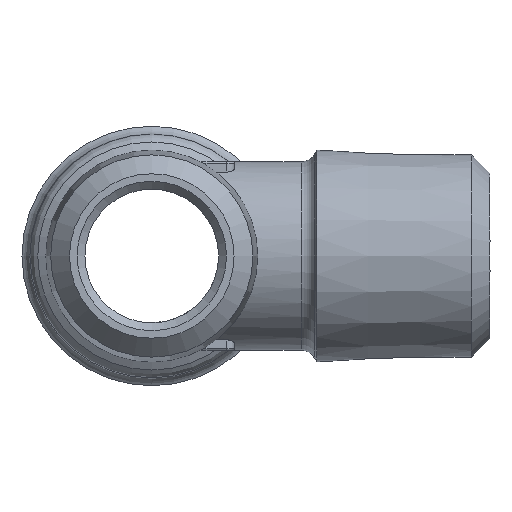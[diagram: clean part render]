
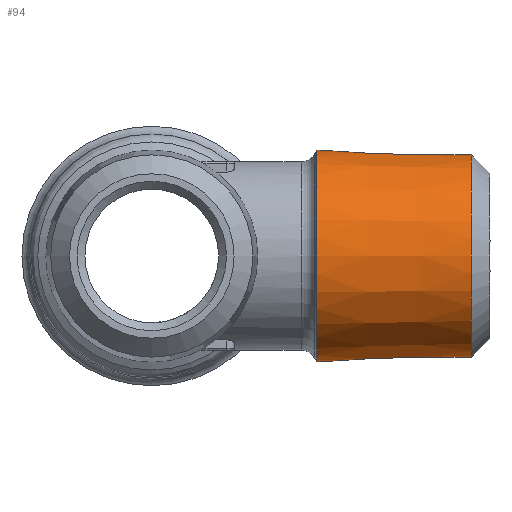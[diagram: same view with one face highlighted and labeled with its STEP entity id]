
A CAD part, left-side view. The second image highlights one B-rep face of the part: STEP entity #94.
In plain terms, the highlighted conical face has half-angle 1.79 degrees and reference radius 6.782 mm.
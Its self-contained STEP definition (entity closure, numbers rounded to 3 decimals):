
#94 = ADVANCED_FACE( 'NONE', ( #239, #240 ), #241, .T. );
#239 = FACE_OUTER_BOUND( '', #590, .T. );
#240 = FACE_BOUND( '', #591, .T. );
#241 = CONICAL_SURFACE( '', #592, 6.782, 0.031 );
#590 = EDGE_LOOP( '', ( #1312 ) );
#591 = EDGE_LOOP( '', ( #1313 ) );
#592 = AXIS2_PLACEMENT_3D( '', #1314, #1315, #1316 );
#1312 = ORIENTED_EDGE( '', *, *, #2064, .T. );
#1313 = ORIENTED_EDGE( '', *, *, #2053, .T. );
#1314 = CARTESIAN_POINT( '', ( 0., -9., 0. ) );
#1315 = DIRECTION( '', ( 0., 1., 0. ) );
#1316 = DIRECTION( '', ( -1., 0., 0. ) );
#2053 = EDGE_CURVE( 'NONE', #2389, #2389, #2390, .T. );
#2064 = EDGE_CURVE( 'NONE', #2407, #2407, #2408, .T. );
#2389 = VERTEX_POINT( '', #3118 );
#2390 = CIRCLE( '', #3119, 6.428 );
#2407 = VERTEX_POINT( '', #3145 );
#2408 = CIRCLE( '', #3146, 6.735 );
#3118 = CARTESIAN_POINT( '', ( -6.428, -20.3, 0. ) );
#3119 = AXIS2_PLACEMENT_3D( '', #3652, #3653, #3654 );
#3145 = CARTESIAN_POINT( '', ( -6.735, -10.502, 0. ) );
#3146 = AXIS2_PLACEMENT_3D( '', #3674, #3675, #3676 );
#3652 = CARTESIAN_POINT( '', ( 0., -20.3, 0. ) );
#3653 = DIRECTION( '', ( 0., 1., 0. ) );
#3654 = DIRECTION( '', ( -1., 0., 0. ) );
#3674 = CARTESIAN_POINT( '', ( 0., -10.502, 0. ) );
#3675 = DIRECTION( '', ( 0., -1., 0. ) );
#3676 = DIRECTION( '', ( -1., 0., 0. ) );
